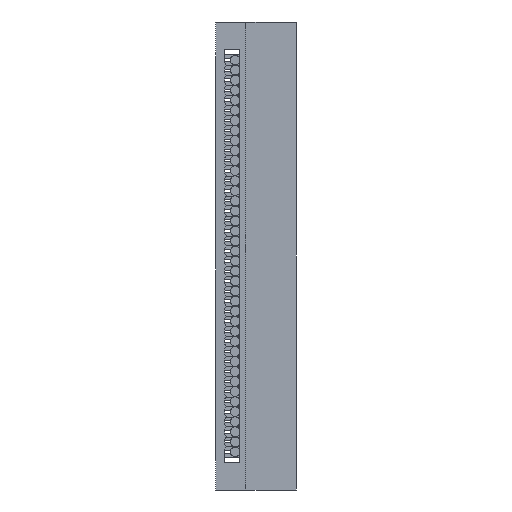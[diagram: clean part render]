
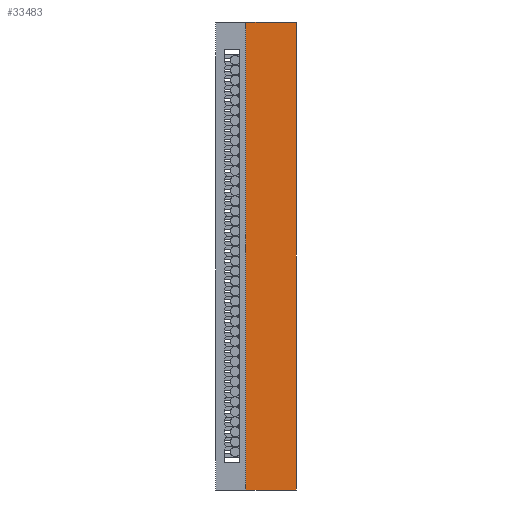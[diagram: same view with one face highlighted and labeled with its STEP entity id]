
A CAD part, left-side view. The second image highlights one B-rep face of the part: STEP entity #33483.
In plain terms, the highlighted face is planar.
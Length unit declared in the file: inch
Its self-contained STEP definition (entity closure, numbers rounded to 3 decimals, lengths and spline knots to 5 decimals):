
#3345=ORIENTED_EDGE('',*,*,#10527,.T.);
#3346=ORIENTED_EDGE('',*,*,#11154,.F.);
#3347=ORIENTED_EDGE('',*,*,#10705,.F.);
#3348=ORIENTED_EDGE('',*,*,#11155,.T.);
#10527=EDGE_CURVE('',#14790,#14789,#17852,.T.);
#10705=EDGE_CURVE('',#14961,#14960,#18030,.T.);
#11154=EDGE_CURVE('',#14960,#14789,#18479,.T.);
#11155=EDGE_CURVE('',#14961,#14790,#18480,.T.);
#14789=VERTEX_POINT('',#46090);
#14790=VERTEX_POINT('',#46092);
#14960=VERTEX_POINT('',#46437);
#14961=VERTEX_POINT('',#46441);
#17852=LINE('',#46091,#21607);
#18030=LINE('',#46442,#21785);
#18479=LINE('',#47290,#22234);
#18480=LINE('',#47292,#22235);
#21607=VECTOR('',#37688,39.37008);
#21785=VECTOR('',#37868,39.37008);
#22234=VECTOR('',#38883,39.37008);
#22235=VECTOR('',#38886,39.37008);
#25128=EDGE_LOOP('',(#3345,#3346,#3347,#3348));
#26767=FACE_BOUND('',#25128,.T.);
#28316=PLANE('',#34922);
#33483=ADVANCED_FACE('',(#26767),#28316,.F.);
#34922=AXIS2_PLACEMENT_3D('',#47295,#38891,#38892);
#37688=DIRECTION('',(-1.,0.,0.));
#37868=DIRECTION('',(-1.,0.,0.));
#38883=DIRECTION('',(0.,-1.,0.));
#38886=DIRECTION('',(0.,-1.,0.));
#38891=DIRECTION('',(0.,0.,1.));
#38892=DIRECTION('',(1.,0.,0.));
#46090=CARTESIAN_POINT('',(-0.5825,0.,-0.06));
#46091=CARTESIAN_POINT('',(0.5825,0.,-0.06));
#46092=CARTESIAN_POINT('',(0.5825,0.,-0.06));
#46437=CARTESIAN_POINT('',(-0.5825,0.125,-0.06));
#46441=CARTESIAN_POINT('',(0.5825,0.125,-0.06));
#46442=CARTESIAN_POINT('',(0.5825,0.125,-0.06));
#47290=CARTESIAN_POINT('',(-0.5825,0.125,-0.06));
#47292=CARTESIAN_POINT('',(0.5825,0.125,-0.06));
#47295=CARTESIAN_POINT('',(0.5825,0.125,-0.06));
